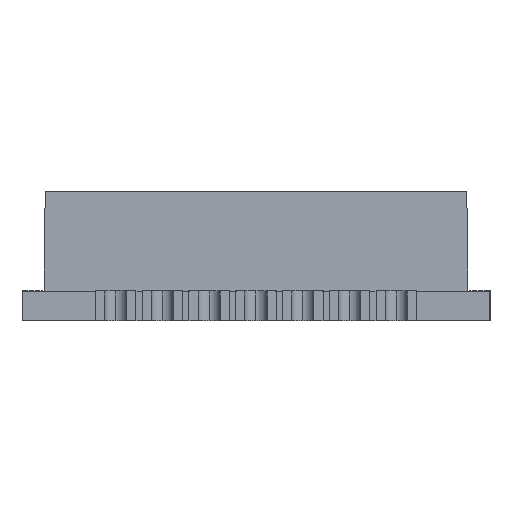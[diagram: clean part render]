
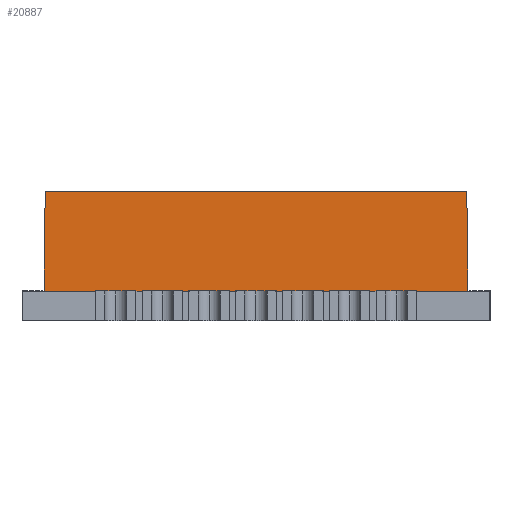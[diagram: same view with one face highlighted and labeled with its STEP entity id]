
A CAD part, left-side view. The second image highlights one B-rep face of the part: STEP entity #20887.
In plain terms, the highlighted planar face has unit normal (-1, 0, 0.009).
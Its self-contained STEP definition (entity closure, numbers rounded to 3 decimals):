
#869 = EDGE_CURVE ( 'NONE', #9478, #5695, #30193, .T. ) ;
#1415 = CARTESIAN_POINT ( 'NONE',  ( -12.076, 5.726, 3.5 ) ) ;
#2125 = DIRECTION ( 'NONE',  ( -0.009, 0.009, -1. ) ) ;
#3024 = ORIENTED_EDGE ( 'NONE', *, *, #30219, .T. ) ;
#4574 = ORIENTED_EDGE ( 'NONE', *, *, #16503, .F. ) ;
#5087 = DIRECTION ( 'NONE',  ( -1., 0., 0.009 ) ) ;
#5660 = DIRECTION ( 'NONE',  ( 0., -1., 0. ) ) ;
#5695 = VERTEX_POINT ( 'NONE', #18661 ) ;
#6271 = LINE ( 'NONE', #28342, #19719 ) ;
#6376 = ORIENTED_EDGE ( 'NONE', *, *, #17616, .T. ) ;
#8418 = CARTESIAN_POINT ( 'NONE',  ( -12.076, 5.75, 3.5 ) ) ;
#9478 = VERTEX_POINT ( 'NONE', #1415 ) ;
#10431 = VECTOR ( 'NONE', #2125, 1000. ) ;
#10609 = FACE_OUTER_BOUND ( 'NONE', #29653, .T. ) ;
#10694 = VERTEX_POINT ( 'NONE', #29804 ) ;
#10748 = CARTESIAN_POINT ( 'NONE',  ( -12.1, -5.75, 0.8 ) ) ;
#11236 = LINE ( 'NONE', #19784, #10431 ) ;
#13534 = DIRECTION ( 'NONE',  ( 0., -1., 0. ) ) ;
#15397 = DIRECTION ( 'NONE',  ( -0.009, -0.009, -1. ) ) ;
#16503 = EDGE_CURVE ( 'NONE', #5695, #29188, #18452, .T. ) ;
#17616 = EDGE_CURVE ( 'NONE', #9478, #10694, #11236, .T. ) ;
#18452 = LINE ( 'NONE', #27849, #25155 ) ;
#18661 = CARTESIAN_POINT ( 'NONE',  ( -12.076, -5.726, 3.5 ) ) ;
#18885 = ORIENTED_EDGE ( 'NONE', *, *, #869, .F. ) ;
#19719 = VECTOR ( 'NONE', #5660, 1000. ) ;
#19784 = CARTESIAN_POINT ( 'NONE',  ( -12.1, 5.75, 0.8 ) ) ;
#20205 = CARTESIAN_POINT ( 'NONE',  ( -12.1, 5.75, 0.8 ) ) ;
#20887 = ADVANCED_FACE ( 'NONE', ( #10609 ), #22630, .T. ) ;
#22630 = PLANE ( 'NONE',  #28139 ) ;
#22747 = DIRECTION ( 'NONE',  ( 0.009, 0., 1. ) ) ;
#25155 = VECTOR ( 'NONE', #15397, 1000. ) ;
#27849 = CARTESIAN_POINT ( 'NONE',  ( -12.1, -5.75, 0.8 ) ) ;
#28139 = AXIS2_PLACEMENT_3D ( 'NONE', #20205, #5087, #22747 ) ;
#28342 = CARTESIAN_POINT ( 'NONE',  ( -12.1, 5.75, 0.8 ) ) ;
#28557 = VECTOR ( 'NONE', #13534, 1000. ) ;
#29188 = VERTEX_POINT ( 'NONE', #10748 ) ;
#29653 = EDGE_LOOP ( 'NONE', ( #3024, #4574, #18885, #6376 ) ) ;
#29804 = CARTESIAN_POINT ( 'NONE',  ( -12.1, 5.75, 0.8 ) ) ;
#30193 = LINE ( 'NONE', #8418, #28557 ) ;
#30219 = EDGE_CURVE ( 'NONE', #10694, #29188, #6271, .T. ) ;
